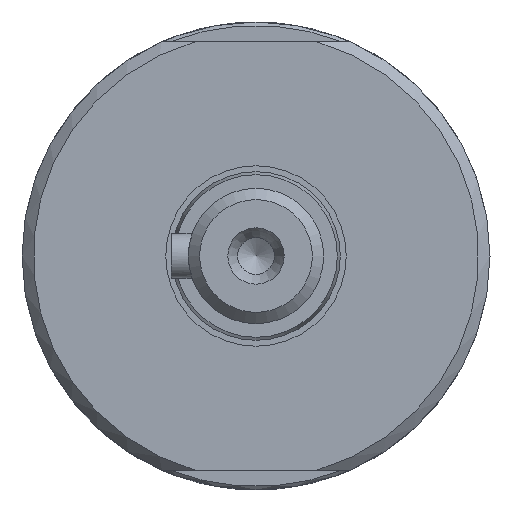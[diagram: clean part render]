
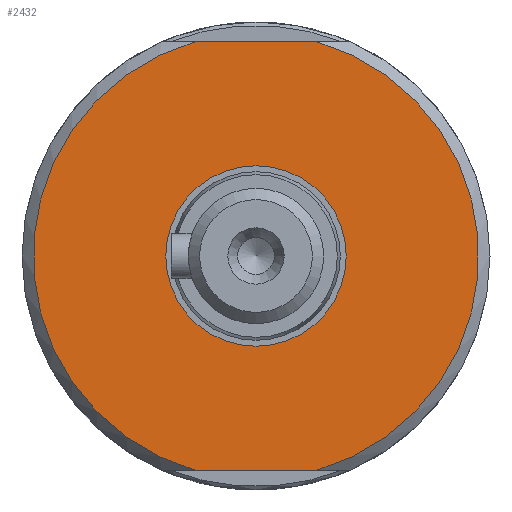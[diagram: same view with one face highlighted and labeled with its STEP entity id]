
A CAD part, left-side view. The second image highlights one B-rep face of the part: STEP entity #2432.
In plain terms, the highlighted planar face has unit normal (-1, 0, 0).
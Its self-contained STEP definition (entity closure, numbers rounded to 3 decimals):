
#95=FACE_BOUND('',#377,.T.);
#131=PLANE('',#2688);
#234=FACE_OUTER_BOUND('',#376,.T.);
#376=EDGE_LOOP('',(#1787,#1788,#1789,#1790));
#377=EDGE_LOOP('',(#1791,#1792));
#517=LINE('',#4049,#644);
#521=LINE('',#4065,#648);
#644=VECTOR('',#3207,10.);
#648=VECTOR('',#3215,10.);
#799=CIRCLE('',#2683,19.75);
#801=CIRCLE('',#2686,8.);
#802=CIRCLE('',#2687,8.);
#803=CIRCLE('',#2689,19.75);
#1012=VERTEX_POINT('',#4044);
#1013=VERTEX_POINT('',#4048);
#1016=VERTEX_POINT('',#4060);
#1017=VERTEX_POINT('',#4064);
#1019=VERTEX_POINT('',#4076);
#1020=VERTEX_POINT('',#4078);
#1297=EDGE_CURVE('',#1013,#1012,#517,.T.);
#1303=EDGE_CURVE('',#1017,#1016,#521,.T.);
#1306=EDGE_CURVE('',#1013,#1016,#799,.T.);
#1309=EDGE_CURVE('',#1020,#1019,#801,.T.);
#1310=EDGE_CURVE('',#1019,#1020,#802,.T.);
#1311=EDGE_CURVE('',#1017,#1012,#803,.T.);
#1787=ORIENTED_EDGE('',*,*,#1297,.T.);
#1788=ORIENTED_EDGE('',*,*,#1311,.F.);
#1789=ORIENTED_EDGE('',*,*,#1303,.T.);
#1790=ORIENTED_EDGE('',*,*,#1306,.F.);
#1791=ORIENTED_EDGE('',*,*,#1309,.T.);
#1792=ORIENTED_EDGE('',*,*,#1310,.T.);
#2432=ADVANCED_FACE('',(#234,#95),#131,.T.);
#2683=AXIS2_PLACEMENT_3D('',#4072,#3222,#3223);
#2686=AXIS2_PLACEMENT_3D('',#4079,#3229,#3230);
#2687=AXIS2_PLACEMENT_3D('',#4080,#3231,#3232);
#2688=AXIS2_PLACEMENT_3D('',#4081,#3233,#3234);
#2689=AXIS2_PLACEMENT_3D('',#4082,#3235,#3236);
#3207=DIRECTION('',(0.,1.,0.));
#3215=DIRECTION('',(0.,-1.,0.));
#3222=DIRECTION('center_axis',(1.,0.,0.));
#3223=DIRECTION('ref_axis',(0.,-1.,0.));
#3229=DIRECTION('center_axis',(1.,0.,0.));
#3230=DIRECTION('ref_axis',(0.,-1.,0.));
#3231=DIRECTION('center_axis',(1.,0.,0.));
#3232=DIRECTION('ref_axis',(0.,-1.,0.));
#3233=DIRECTION('center_axis',(-1.,0.,0.));
#3234=DIRECTION('ref_axis',(0.,0.,
-1.));
#3235=DIRECTION('center_axis',(1.,0.,0.));
#3236=DIRECTION('ref_axis',(0.,-1.,0.));
#4044=CARTESIAN_POINT('',(-117.7,5.391,19.));
#4048=CARTESIAN_POINT('',(-117.7,-5.391,19.));
#4049=CARTESIAN_POINT('',(-117.7,-1.392,19.));
#4060=CARTESIAN_POINT('',(-117.7,-5.391,-19.));
#4064=CARTESIAN_POINT('',(-117.7,5.391,-19.));
#4065=CARTESIAN_POINT('',(-117.7,-12.483,-19.));
#4072=CARTESIAN_POINT('Origin',(-117.7,0.,0.));
#4076=CARTESIAN_POINT('',(-117.7,8.,0.));
#4078=CARTESIAN_POINT('',(-117.7,-8.,0.));
#4079=CARTESIAN_POINT('Origin',(-117.7,0.,0.));
#4080=CARTESIAN_POINT('Origin',(-117.7,0.,0.));
#4081=CARTESIAN_POINT('Origin',(-117.7,-13.875,0.));
#4082=CARTESIAN_POINT('Origin',(-117.7,0.,0.));
